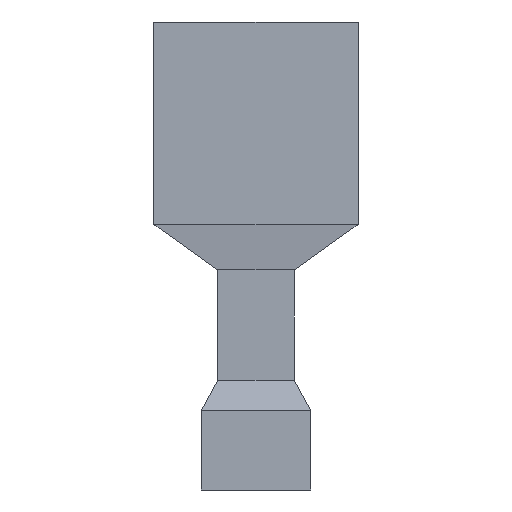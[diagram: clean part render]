
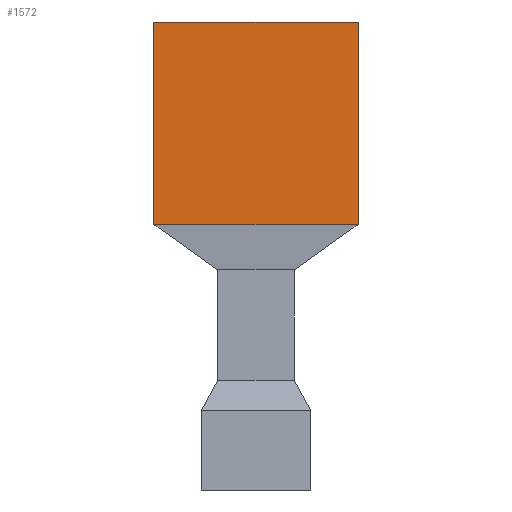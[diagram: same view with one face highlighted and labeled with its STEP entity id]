
A CAD part, front view. The second image highlights one B-rep face of the part: STEP entity #1572.
In plain terms, the highlighted planar face has unit normal (0, -1, 0).
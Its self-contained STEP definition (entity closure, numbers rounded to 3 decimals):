
#157=FACE_OUTER_BOUND('',#253,.T.);
#253=EDGE_LOOP('',(#1112,#1113,#1114,#1115));
#378=LINE('',#2408,#544);
#380=LINE('',#2413,#546);
#382=LINE('',#2417,#548);
#383=LINE('',#2418,#549);
#544=VECTOR('',#1891,9.398);
#546=VECTOR('',#1897,9.47);
#548=VECTOR('',#1901,9.47);
#549=VECTOR('',#1902,9.398);
#706=VERTEX_POINT('',#2404);
#707=VERTEX_POINT('',#2406);
#708=VERTEX_POINT('',#2412);
#709=VERTEX_POINT('',#2416);
#864=EDGE_CURVE('',#707,#706,#378,.T.);
#866=EDGE_CURVE('',#706,#708,#380,.T.);
#868=EDGE_CURVE('',#707,#709,#382,.T.);
#869=EDGE_CURVE('',#709,#708,#383,.T.);
#1112=ORIENTED_EDGE('',*,*,#866,.F.);
#1113=ORIENTED_EDGE('',*,*,#864,.F.);
#1114=ORIENTED_EDGE('',*,*,#868,.T.);
#1115=ORIENTED_EDGE('',*,*,#869,.T.);
#1501=PLANE('',#1698);
#1572=ADVANCED_FACE('',(#157),#1501,.T.);
#1698=AXIS2_PLACEMENT_3D('',#2415,#1899,#1900);
#1891=DIRECTION('',(0.,0.,-1.));
#1897=DIRECTION('',(-1.,0.,0.));
#1899=DIRECTION('center_axis',(0.,-1.,0.));
#1900=DIRECTION('ref_axis',(0.,0.,-1.));
#1901=DIRECTION('',(-1.,0.,0.));
#1902=DIRECTION('',(0.,0.,-1.));
#2404=CARTESIAN_POINT('',(4.735,-1.512,-8.48));
#2406=CARTESIAN_POINT('',(4.735,-1.512,0.918));
#2408=CARTESIAN_POINT('',(4.735,-1.512,0.918));
#2412=CARTESIAN_POINT('',(-4.735,-1.512,-8.48));
#2413=CARTESIAN_POINT('',(4.735,-1.512,-8.48));
#2415=CARTESIAN_POINT('Origin',(4.735,-1.512,0.918));
#2416=CARTESIAN_POINT('',(-4.735,-1.512,0.918));
#2417=CARTESIAN_POINT('',(4.735,-1.512,0.918));
#2418=CARTESIAN_POINT('',(-4.735,-1.512,0.918));
